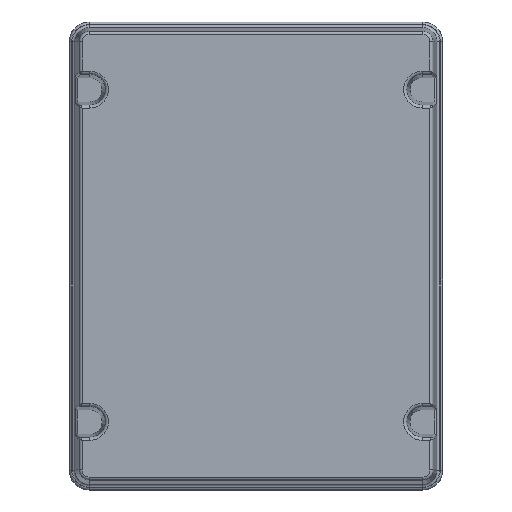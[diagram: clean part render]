
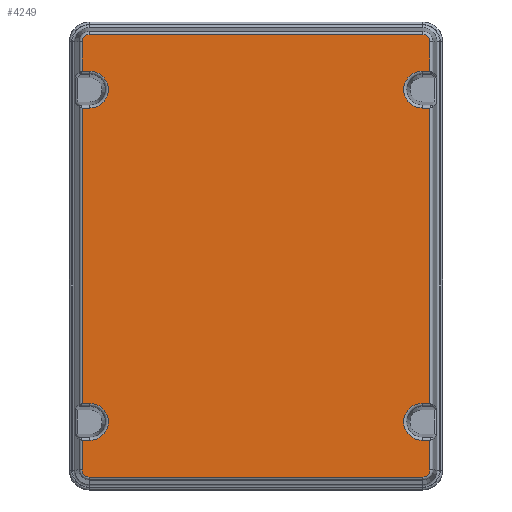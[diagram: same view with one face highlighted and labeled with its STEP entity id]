
A CAD part, top view. The second image highlights one B-rep face of the part: STEP entity #4249.
In plain terms, the highlighted planar face has unit normal (0, 0, 1).
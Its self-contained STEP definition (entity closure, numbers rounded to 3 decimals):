
#714=DIRECTION('',(0.,1.,0.));
#715=VECTOR('',#714,249.679);
#716=CARTESIAN_POINT('',(147.059,-124.84,109.5));
#717=LINE('',#716,#715);
#718=DIRECTION('',(0.,1.,0.));
#719=VECTOR('',#718,249.679);
#720=CARTESIAN_POINT('',(-147.059,-124.84,109.5));
#721=LINE('',#720,#719);
#722=CARTESIAN_POINT('',(-140.4,140.4,109.5));
#723=DIRECTION('',(0.,0.,1.));
#724=DIRECTION('',(0.,-1.,0.));
#725=AXIS2_PLACEMENT_3D('',#722,#723,#724);
#727=CARTESIAN_POINT('',(-141.,181.,109.5));
#728=DIRECTION('',(0.,0.,-1.));
#729=DIRECTION('',(-1.,0.,0.));
#730=AXIS2_PLACEMENT_3D('',#727,#728,#729);
#732=DIRECTION('',(-1.,0.,0.));
#733=VECTOR('',#732,282.);
#734=CARTESIAN_POINT('',(141.,187.059,109.5));
#735=LINE('',#734,#733);
#736=CARTESIAN_POINT('',(141.,181.,109.5));
#737=DIRECTION('',(0.,0.,1.));
#738=DIRECTION('',(1.,0.,0.));
#739=AXIS2_PLACEMENT_3D('',#736,#737,#738);
#741=CARTESIAN_POINT('',(140.4,140.4,109.5));
#742=DIRECTION('',(0.,0.,-1.));
#743=DIRECTION('',(0.,-1.,0.));
#744=AXIS2_PLACEMENT_3D('',#741,#742,#743);
#746=CARTESIAN_POINT('',(140.4,-140.4,109.5));
#747=DIRECTION('',(0.,0.,1.));
#748=DIRECTION('',(0.,1.,0.));
#749=AXIS2_PLACEMENT_3D('',#746,#747,#748);
#751=CARTESIAN_POINT('',(141.,-181.,109.5));
#752=DIRECTION('',(0.,0.,-1.));
#753=DIRECTION('',(1.,0.,0.));
#754=AXIS2_PLACEMENT_3D('',#751,#752,#753);
#756=DIRECTION('',(-1.,0.,0.));
#757=VECTOR('',#756,282.);
#758=CARTESIAN_POINT('',(141.,-187.059,109.5));
#759=LINE('',#758,#757);
#760=CARTESIAN_POINT('',(-141.,-181.,109.5));
#761=DIRECTION('',(0.,0.,1.));
#762=DIRECTION('',(-1.,0.,0.));
#763=AXIS2_PLACEMENT_3D('',#760,#761,#762);
#765=CARTESIAN_POINT('',(-140.4,-140.4,109.5));
#766=DIRECTION('',(0.,0.,-1.));
#767=DIRECTION('',(0.,1.,0.));
#768=AXIS2_PLACEMENT_3D('',#765,#766,#767);
#844=DIRECTION('',(0.,-1.,0.));
#845=VECTOR('',#844,25.04);
#846=CARTESIAN_POINT('',(-147.059,181.,109.5));
#847=LINE('',#846,#845);
#909=DIRECTION('',(1.,0.,0.));
#910=VECTOR('',#909,6.659);
#911=CARTESIAN_POINT('',(-147.059,155.96,109.5));
#912=LINE('',#911,#910);
#936=DIRECTION('',(-1.,0.,0.));
#937=VECTOR('',#936,6.659);
#938=CARTESIAN_POINT('',(-140.4,124.84,109.5));
#939=LINE('',#938,#937);
#1076=DIRECTION('',(0.,-1.,0.));
#1077=VECTOR('',#1076,25.04);
#1078=CARTESIAN_POINT('',(147.059,181.,109.5));
#1079=LINE('',#1078,#1077);
#1182=DIRECTION('',(-1.,0.,0.));
#1183=VECTOR('',#1182,6.659);
#1184=CARTESIAN_POINT('',(147.059,155.96,109.5));
#1185=LINE('',#1184,#1183);
#1226=DIRECTION('',(1.,0.,0.));
#1227=VECTOR('',#1226,6.659);
#1228=CARTESIAN_POINT('',(140.4,124.84,109.5));
#1229=LINE('',#1228,#1227);
#1320=DIRECTION('',(0.,1.,0.));
#1321=VECTOR('',#1320,25.04);
#1322=CARTESIAN_POINT('',(147.059,-181.,109.5));
#1323=LINE('',#1322,#1321);
#1385=DIRECTION('',(-1.,0.,0.));
#1386=VECTOR('',#1385,6.659);
#1387=CARTESIAN_POINT('',(147.059,-155.96,109.5));
#1388=LINE('',#1387,#1386);
#1412=DIRECTION('',(1.,0.,0.));
#1413=VECTOR('',#1412,6.659);
#1414=CARTESIAN_POINT('',(140.4,-124.84,109.5));
#1415=LINE('',#1414,#1413);
#1571=DIRECTION('',(0.,1.,0.));
#1572=VECTOR('',#1571,25.04);
#1573=CARTESIAN_POINT('',(-147.059,-181.,109.5));
#1574=LINE('',#1573,#1572);
#1677=DIRECTION('',(1.,0.,0.));
#1678=VECTOR('',#1677,6.659);
#1679=CARTESIAN_POINT('',(-147.059,-155.96,109.5));
#1680=LINE('',#1679,#1678);
#1721=DIRECTION('',(-1.,0.,0.));
#1722=VECTOR('',#1721,6.659);
#1723=CARTESIAN_POINT('',(-140.4,-124.84,109.5));
#1724=LINE('',#1723,#1722);
#2858=CARTESIAN_POINT('',(-140.4,-124.84,109.5));
#2860=VERTEX_POINT('',#2858);
#2864=CARTESIAN_POINT('',(-140.4,-155.96,109.5));
#2865=VERTEX_POINT('',#2864);
#2866=CARTESIAN_POINT('',(-147.059,-181.,109.5));
#2867=VERTEX_POINT('',#2866);
#2868=CARTESIAN_POINT('',(-141.,-187.059,109.5));
#2869=VERTEX_POINT('',#2868);
#2872=CARTESIAN_POINT('',(-147.059,-155.96,109.5));
#2873=VERTEX_POINT('',#2872);
#2878=CARTESIAN_POINT('',(-147.059,-124.84,109.5));
#2879=VERTEX_POINT('',#2878);
#3007=CARTESIAN_POINT('',(140.4,-124.84,109.5));
#3009=VERTEX_POINT('',#3007);
#3013=CARTESIAN_POINT('',(140.4,-155.96,109.5));
#3014=VERTEX_POINT('',#3013);
#3015=CARTESIAN_POINT('',(147.059,-181.,109.5));
#3016=VERTEX_POINT('',#3015);
#3017=CARTESIAN_POINT('',(141.,-187.059,109.5));
#3018=VERTEX_POINT('',#3017);
#3021=CARTESIAN_POINT('',(147.059,-155.96,109.5));
#3022=VERTEX_POINT('',#3021);
#3027=CARTESIAN_POINT('',(147.059,-124.84,109.5));
#3028=VERTEX_POINT('',#3027);
#3156=CARTESIAN_POINT('',(-140.4,124.84,109.5));
#3158=VERTEX_POINT('',#3156);
#3162=CARTESIAN_POINT('',(-140.4,155.96,109.5));
#3163=VERTEX_POINT('',#3162);
#3164=CARTESIAN_POINT('',(-147.059,181.,109.5));
#3165=VERTEX_POINT('',#3164);
#3166=CARTESIAN_POINT('',(-141.,187.059,109.5));
#3167=VERTEX_POINT('',#3166);
#3170=CARTESIAN_POINT('',(-147.059,155.96,109.5));
#3171=VERTEX_POINT('',#3170);
#3176=CARTESIAN_POINT('',(-147.059,124.84,109.5));
#3177=VERTEX_POINT('',#3176);
#3305=CARTESIAN_POINT('',(140.4,124.84,109.5));
#3307=VERTEX_POINT('',#3305);
#3311=CARTESIAN_POINT('',(140.4,155.96,109.5));
#3312=VERTEX_POINT('',#3311);
#3313=CARTESIAN_POINT('',(147.059,181.,109.5));
#3314=VERTEX_POINT('',#3313);
#3315=CARTESIAN_POINT('',(141.,187.059,109.5));
#3316=VERTEX_POINT('',#3315);
#3319=CARTESIAN_POINT('',(147.059,155.96,109.5));
#3320=VERTEX_POINT('',#3319);
#3325=CARTESIAN_POINT('',(147.059,124.84,109.5));
#3326=VERTEX_POINT('',#3325);
#4195=CARTESIAN_POINT('',(0.,0.,109.5));
#4196=DIRECTION('',(0.,0.,1.));
#4197=DIRECTION('',(1.,0.,0.));
#4198=AXIS2_PLACEMENT_3D('',#4195,#4196,#4197);
#4199=PLANE('',#4198);
#4201=ORIENTED_EDGE('',*,*,#4200,.T.);
#4203=ORIENTED_EDGE('',*,*,#4202,.F.);
#4205=ORIENTED_EDGE('',*,*,#4204,.T.);
#4207=ORIENTED_EDGE('',*,*,#4206,.F.);
#4209=ORIENTED_EDGE('',*,*,#4208,.F.);
#4211=ORIENTED_EDGE('',*,*,#4210,.T.);
#4213=ORIENTED_EDGE('',*,*,#4212,.F.);
#4215=ORIENTED_EDGE('',*,*,#4214,.F.);
#4217=ORIENTED_EDGE('',*,*,#4216,.T.);
#4219=ORIENTED_EDGE('',*,*,#4218,.T.);
#4221=ORIENTED_EDGE('',*,*,#4220,.F.);
#4223=ORIENTED_EDGE('',*,*,#4222,.T.);
#4224=ORIENTED_EDGE('',*,*,#4185,.F.);
#4226=ORIENTED_EDGE('',*,*,#4225,.F.);
#4228=ORIENTED_EDGE('',*,*,#4227,.T.);
#4230=ORIENTED_EDGE('',*,*,#4229,.F.);
#4232=ORIENTED_EDGE('',*,*,#4231,.F.);
#4234=ORIENTED_EDGE('',*,*,#4233,.T.);
#4236=ORIENTED_EDGE('',*,*,#4235,.T.);
#4238=ORIENTED_EDGE('',*,*,#4237,.F.);
#4240=ORIENTED_EDGE('',*,*,#4239,.T.);
#4242=ORIENTED_EDGE('',*,*,#4241,.T.);
#4244=ORIENTED_EDGE('',*,*,#4243,.F.);
#4246=ORIENTED_EDGE('',*,*,#4245,.T.);
#4247=EDGE_LOOP('',(#4201,#4203,#4205,#4207,#4209,#4211,#4213,#4215,#4217,#4219,
#4221,#4223,#4224,#4226,#4228,#4230,#4232,#4234,#4236,#4238,#4240,#4242,#4244,
#4246));
#4248=FACE_OUTER_BOUND('',#4247,.F.);
#4249=ADVANCED_FACE('',(#4248),#4199,.T.);
#726=CIRCLE('',#725,15.56);
#731=CIRCLE('',#730,6.059);
#740=CIRCLE('',#739,6.059);
#745=CIRCLE('',#744,15.56);
#750=CIRCLE('',#749,15.56);
#755=CIRCLE('',#754,6.059);
#764=CIRCLE('',#763,6.059);
#769=CIRCLE('',#768,15.56);
#4185=EDGE_CURVE('',#3028,#3326,#717,.T.);
#4200=EDGE_CURVE('',#2879,#3177,#721,.T.);
#4202=EDGE_CURVE('',#3158,#3177,#939,.T.);
#4204=EDGE_CURVE('',#3158,#3163,#726,.T.);
#4206=EDGE_CURVE('',#3171,#3163,#912,.T.);
#4208=EDGE_CURVE('',#3165,#3171,#847,.T.);
#4210=EDGE_CURVE('',#3165,#3167,#731,.T.);
#4212=EDGE_CURVE('',#3316,#3167,#735,.T.);
#4214=EDGE_CURVE('',#3314,#3316,#740,.T.);
#4216=EDGE_CURVE('',#3314,#3320,#1079,.T.);
#4218=EDGE_CURVE('',#3320,#3312,#1185,.T.);
#4220=EDGE_CURVE('',#3307,#3312,#745,.T.);
#4222=EDGE_CURVE('',#3307,#3326,#1229,.T.);
#4225=EDGE_CURVE('',#3009,#3028,#1415,.T.);
#4227=EDGE_CURVE('',#3009,#3014,#750,.T.);
#4229=EDGE_CURVE('',#3022,#3014,#1388,.T.);
#4231=EDGE_CURVE('',#3016,#3022,#1323,.T.);
#4233=EDGE_CURVE('',#3016,#3018,#755,.T.);
#4235=EDGE_CURVE('',#3018,#2869,#759,.T.);
#4237=EDGE_CURVE('',#2867,#2869,#764,.T.);
#4239=EDGE_CURVE('',#2867,#2873,#1574,.T.);
#4241=EDGE_CURVE('',#2873,#2865,#1680,.T.);
#4243=EDGE_CURVE('',#2860,#2865,#769,.T.);
#4245=EDGE_CURVE('',#2860,#2879,#1724,.T.);
